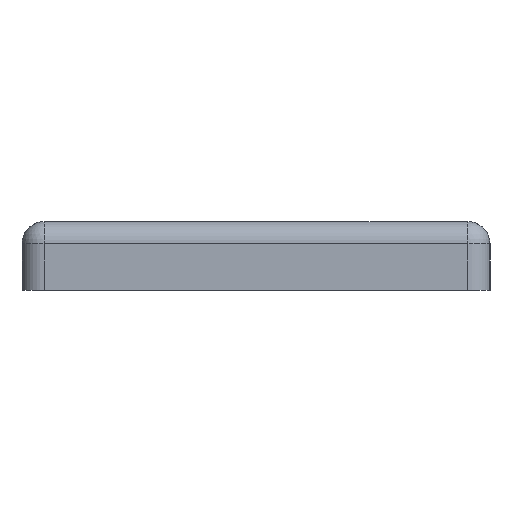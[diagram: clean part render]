
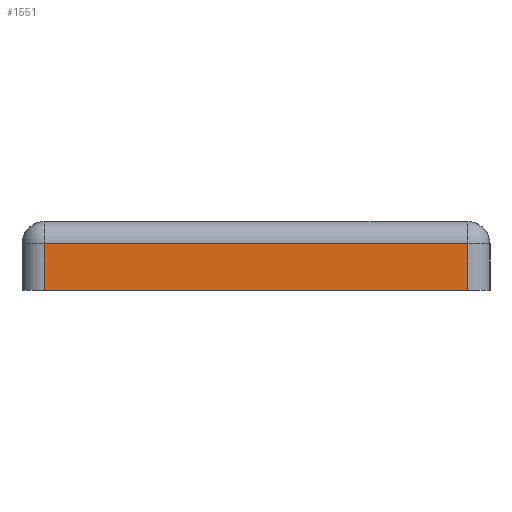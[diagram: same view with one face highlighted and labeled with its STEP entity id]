
A CAD part, left-side view. The second image highlights one B-rep face of the part: STEP entity #1551.
In plain terms, the highlighted planar face has unit normal (-1, 0, 0).
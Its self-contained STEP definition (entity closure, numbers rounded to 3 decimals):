
#1551=ADVANCED_FACE('',(#9639),#9641,.T.);
#9639=FACE_BOUND('',#9640,.T.);
#9640=EDGE_LOOP('',(#16232,#16233,#16234,#16235));
#9641=PLANE('',#9642);
#9642=AXIS2_PLACEMENT_3D('',#9643,#9644,#9645);
#9643=CARTESIAN_POINT('',(-4.125,4.125,0.));
#9644=DIRECTION('',(-1.,0.,0.));
#9645=DIRECTION('',(0.,-1.,0.));
#16232=ORIENTED_EDGE('',*,*,#20886,.F.);
#16233=ORIENTED_EDGE('',*,*,#20956,.F.);
#16234=ORIENTED_EDGE('',*,*,#20957,.F.);
#16235=ORIENTED_EDGE('',*,*,#20958,.F.);
#20886=EDGE_CURVE('',#23745,#23746,#23747,.T.);
#20956=EDGE_CURVE('',#23853,#23745,#23854,.T.);
#20957=EDGE_CURVE('',#23855,#23853,#23856,.T.);
#20958=EDGE_CURVE('',#23746,#23855,#23857,.T.);
#23745=VERTEX_POINT('',#28874);
#23746=VERTEX_POINT('',#28875);
#23747=LINE('',#28876,#28877);
#23853=VERTEX_POINT('',#29142);
#23854=LINE('',#29143,#29144);
#23855=VERTEX_POINT('',#29146);
#23856=LINE('',#29147,#29148);
#23857=LINE('',#29150,#29151);
#28874=CARTESIAN_POINT('',(-4.125,0.125,5.4));
#28875=CARTESIAN_POINT('',(-4.125,-76.325,5.4));
#28876=CARTESIAN_POINT('',(-4.125,0.125,5.4));
#28877=VECTOR('',#28878,1.);
#28878=DIRECTION('',(0.,-1.,0.));
#29142=CARTESIAN_POINT('',(-4.125,0.125,-3.));
#29143=CARTESIAN_POINT('',(-4.125,0.125,-3.));
#29144=VECTOR('',#29145,1.);
#29145=DIRECTION('',(0.,0.,1.));
#29146=CARTESIAN_POINT('',(-4.125,-76.325,-3.));
#29147=CARTESIAN_POINT('',(-4.125,-76.325,-3.));
#29148=VECTOR('',#29149,1.);
#29149=DIRECTION('',(0.,1.,0.));
#29150=CARTESIAN_POINT('',(-4.125,-76.325,5.4));
#29151=VECTOR('',#29152,1.);
#29152=DIRECTION('',(0.,0.,-1.));
